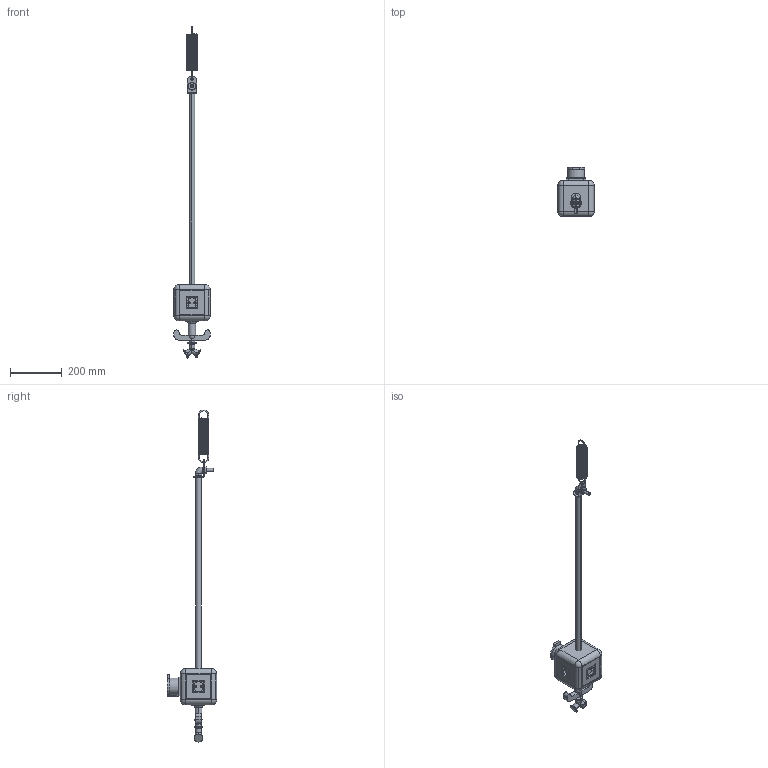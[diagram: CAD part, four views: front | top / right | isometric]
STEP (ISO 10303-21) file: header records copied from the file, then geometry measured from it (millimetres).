
FILE_DESCRIPTION (( 'STEP AP214' ), '1' );
FILE_NAME ('6109814.stp', '2017-09-21T06:52:49', ( '' ), ( '' ), 'SwSTEP 2.0', 'SolidWorks 2016', '' );
FILE_SCHEMA (( 'AUTOMOTIVE_DESIGN' ));
Length unit declared in the file: millimetre
Products named in the file (20): 044219_Standard; 104821_Standard; 104820_Standard; 34950DW_Standard; P_42513_1; 42444; P_42403D_1; P_39440650_1_Standard; P_43330A_1; P_43331A6_1; P_39440646_1_Standard; 084081_Standard; 6109814; P_42510_1_Standard; P_6109874_1_Standard; P_6109874T2_1_Standard; P_6109874T1_1_Standard; 34950CWT1_Standard; 42445_Standard; P_42509_1_Standard
Assembly tree (25 placements, depth 4):
  6109814
    P_39440646_1_Standard
    P_43331A6_1  x2
    P_43330A_1  x2
    P_39440650_1_Standard
    P_42403D_1
    42444
    P_42513_1
    34950DW_Standard  x3
    044219_Standard  x3
      104821_Standard
        104820_Standard
    P_42509_1_Standard
    42445_Standard
    34950CWT1_Standard
    P_6109874_1_Standard
      P_6109874T1_1_Standard
      P_6109874T2_1_Standard
    P_42510_1_Standard
    084081_Standard
Bounding box: 140 x 190 x 1281.32 mm (x, y, z)
Volume: 842377.6 mm3; surface area: 496987.5 mm2
Topology: 24 solids, 24 shells, 534 faces, 1388 edges, 895 vertices
Faces by surface type: plane 326, cylinder 161, sphere 19, torus 16, cone 10, bspline 2
Entity records: 61694 total; most frequent: CARTESIAN_POINT 52126, DIRECTION 1828, ORIENTED_EDGE 1708, EDGE_CURVE 854, AXIS2_PLACEMENT_3D 655, VERTEX_POINT 551, LINE 518, VECTOR 518
